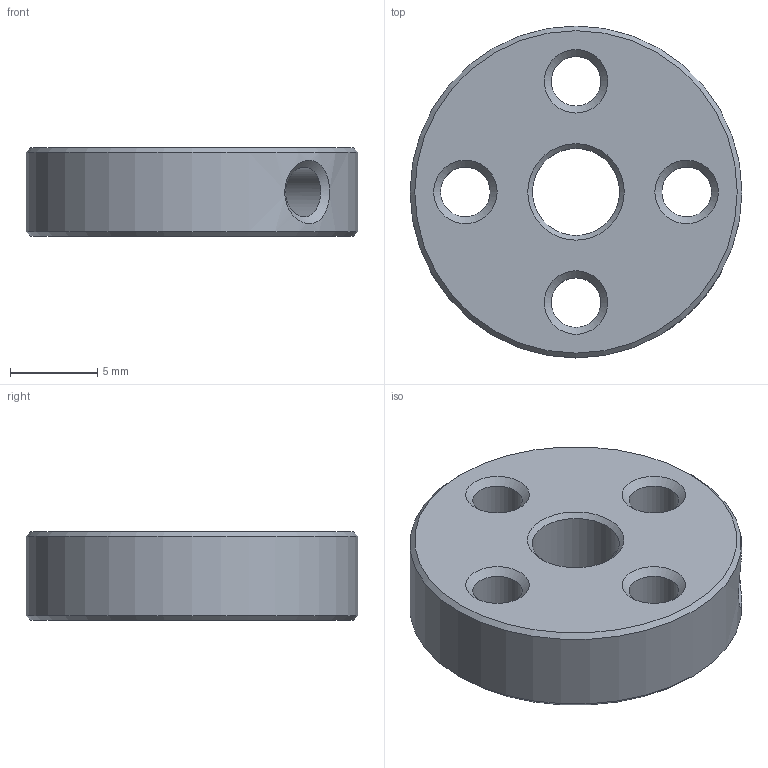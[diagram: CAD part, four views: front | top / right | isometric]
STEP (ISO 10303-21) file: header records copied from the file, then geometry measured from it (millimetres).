
FILE_DESCRIPTION(('FreeCAD Model'),'2;1');
FILE_NAME('universal-mounting-hub.step', '2014-07-20T21:24:46',('FreeCAD'),('FreeCAD'), 'Open CASCADE STEP processor 6.7','FreeCAD','Unknown');
FILE_SCHEMA(('AUTOMOTIVE_DESIGN_CC2 { 1 2 10303 214 -1 1 5 4 }'));
Length unit declared in the file: millimetre
Products named in the file (1): universal_mounting_hub_001
Bounding box: 19.05 x 19.05 x 5.08 mm (x, y, z)
Volume: 1160.5 mm3; surface area: 1055.3 mm2
Topology: 1 solids, 1 shells, 22 faces, 47 edges, 27 vertices
Faces by surface type: cone 12, cylinder 7, plane 2, bspline 1
Full cylindrical faces by diameter (mm): 2.845 x5, 5 x1, 19.05 x1
Entity records: 2947 total; most frequent: CARTESIAN_POINT 1962, DIRECTION 175, ORIENTED_EDGE 94, PCURVE 94, DEFINITIONAL_REPRESENTATION 94, LINE 71, VECTOR 71, EDGE_CURVE 47
